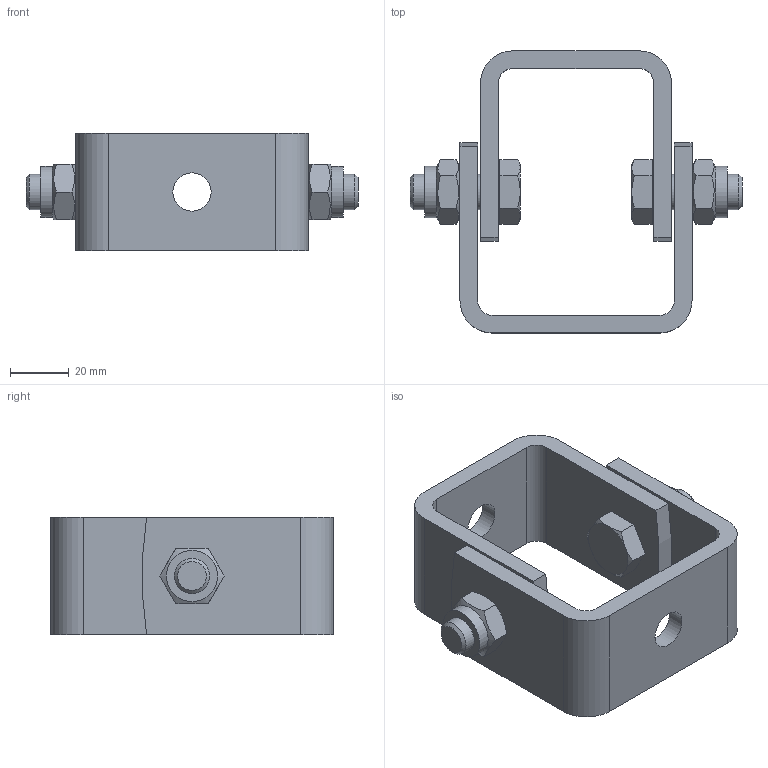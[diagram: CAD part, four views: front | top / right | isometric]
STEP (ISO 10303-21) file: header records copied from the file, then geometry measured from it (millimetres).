
FILE_DESCRIPTION((''),'2;1');
FILE_NAME('139130.stp','2012-04-27T13:24:44',('DMK009'),(''),'Autodesk Inventor 2012','Autodesk Inventor 2012','');
FILE_SCHEMA(('AUTOMOTIVE_DESIGN { 1 0 10303 214 1 1 1 1 }'));
Length unit declared in the file: millimetre
Products named in the file (1): 139130
Bounding box: 113 x 96 x 40 mm (x, y, z)
Volume: 97856.4 mm3; surface area: 39131.3 mm2
Topology: 1 solids, 1 shells, 104 faces, 248 edges, 160 vertices
Faces by surface type: plane 52, cylinder 28, cone 24
Full cylindrical faces by diameter (mm): 11.053 x2, 12 x4, 13 x6, 17.2 x2, 17.4 x2
Entity records: 2853 total; most frequent: CARTESIAN_POINT 557, DIRECTION 446, ORIENTED_EDGE 416, EDGE_CURVE 208, AXIS2_PLACEMENT_3D 181, EDGE_LOOP 152, VERTEX_POINT 148, STYLED_ITEM 105
